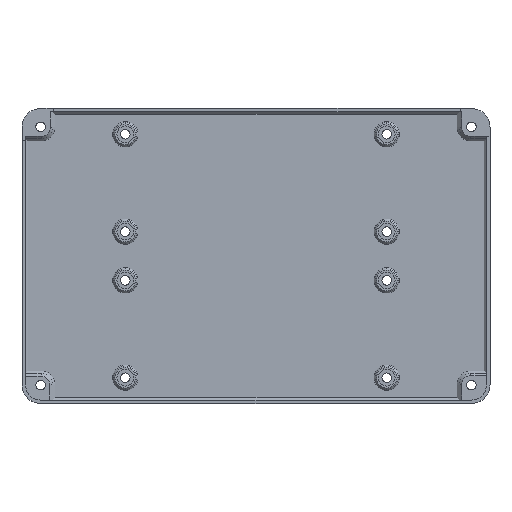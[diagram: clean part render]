
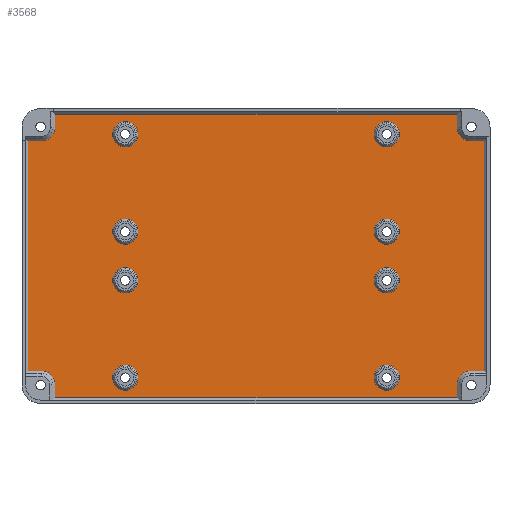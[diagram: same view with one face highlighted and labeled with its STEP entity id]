
A CAD part, top view. The second image highlights one B-rep face of the part: STEP entity #3568.
In plain terms, the highlighted planar face has unit normal (0, 0, 1).
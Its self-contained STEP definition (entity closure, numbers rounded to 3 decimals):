
#101=FACE_BOUND('',#617,.T.);
#102=FACE_BOUND('',#618,.T.);
#103=FACE_BOUND('',#619,.T.);
#104=FACE_BOUND('',#620,.T.);
#105=FACE_BOUND('',#621,.T.);
#106=FACE_BOUND('',#622,.T.);
#107=FACE_BOUND('',#623,.T.);
#108=FACE_BOUND('',#624,.T.);
#180=CIRCLE('',#3824,4.8);
#182=CIRCLE('',#3830,4.8);
#184=CIRCLE('',#3836,4.8);
#186=CIRCLE('',#3841,4.8);
#189=CIRCLE('',#3853,4.4);
#190=CIRCLE('',#3854,4.4);
#191=CIRCLE('',#3855,4.4);
#192=CIRCLE('',#3856,4.4);
#193=CIRCLE('',#3857,4.4);
#194=CIRCLE('',#3858,4.4);
#195=CIRCLE('',#3859,4.4);
#196=CIRCLE('',#3860,4.4);
#392=FACE_OUTER_BOUND('',#616,.T.);
#616=EDGE_LOOP('',(#2905,#2906,#2907,#2908,#2909,#2910,#2911,#2912,#2913,
#2914,#2915,#2916,#2917,#2918,#2919,#2920));
#617=EDGE_LOOP('',(#2921));
#618=EDGE_LOOP('',(#2922));
#619=EDGE_LOOP('',(#2923));
#620=EDGE_LOOP('',(#2924));
#621=EDGE_LOOP('',(#2925));
#622=EDGE_LOOP('',(#2926));
#623=EDGE_LOOP('',(#2927));
#624=EDGE_LOOP('',(#2928));
#979=LINE('',#5768,#1343);
#981=LINE('',#5773,#1345);
#984=LINE('',#5778,#1348);
#989=LINE('',#5791,#1353);
#991=LINE('',#5795,#1355);
#993=LINE('',#5799,#1357);
#998=LINE('',#5812,#1362);
#1000=LINE('',#5816,#1364);
#1002=LINE('',#5820,#1366);
#1007=LINE('',#5832,#1371);
#1008=LINE('',#5835,#1372);
#1013=LINE('',#5847,#1377);
#1343=VECTOR('',#4571,10.);
#1345=VECTOR('',#4575,10.);
#1348=VECTOR('',#4580,10.);
#1353=VECTOR('',#4593,10.);
#1355=VECTOR('',#4597,10.);
#1357=VECTOR('',#4601,10.);
#1362=VECTOR('',#4614,10.);
#1364=VECTOR('',#4618,10.);
#1366=VECTOR('',#4622,10.);
#1371=VECTOR('',#4635,10.);
#1372=VECTOR('',#4638,10.);
#1377=VECTOR('',#4651,10.);
#1664=VERTEX_POINT('',#5765);
#1665=VERTEX_POINT('',#5767);
#1666=VERTEX_POINT('',#5771);
#1667=VERTEX_POINT('',#5772);
#1668=VERTEX_POINT('',#5777);
#1670=VERTEX_POINT('',#5783);
#1672=VERTEX_POINT('',#5790);
#1673=VERTEX_POINT('',#5794);
#1674=VERTEX_POINT('',#5798);
#1676=VERTEX_POINT('',#5804);
#1678=VERTEX_POINT('',#5811);
#1679=VERTEX_POINT('',#5815);
#1680=VERTEX_POINT('',#5819);
#1682=VERTEX_POINT('',#5825);
#1684=VERTEX_POINT('',#5834);
#1686=VERTEX_POINT('',#5840);
#1695=VERTEX_POINT('',#5878);
#1696=VERTEX_POINT('',#5880);
#1697=VERTEX_POINT('',#5882);
#1698=VERTEX_POINT('',#5884);
#1699=VERTEX_POINT('',#5886);
#1700=VERTEX_POINT('',#5888);
#1701=VERTEX_POINT('',#5890);
#1702=VERTEX_POINT('',#5892);
#2079=EDGE_CURVE('',#1664,#1665,#979,.T.);
#2081=EDGE_CURVE('',#1666,#1667,#981,.T.);
#2084=EDGE_CURVE('',#1667,#1668,#984,.T.);
#2089=EDGE_CURVE('',#1668,#1670,#180,.T.);
#2091=EDGE_CURVE('',#1670,#1672,#989,.T.);
#2093=EDGE_CURVE('',#1672,#1673,#991,.T.);
#2095=EDGE_CURVE('',#1673,#1674,#993,.T.);
#2100=EDGE_CURVE('',#1674,#1676,#182,.T.);
#2102=EDGE_CURVE('',#1676,#1678,#998,.T.);
#2104=EDGE_CURVE('',#1678,#1679,#1000,.T.);
#2106=EDGE_CURVE('',#1665,#1680,#1002,.T.);
#2111=EDGE_CURVE('',#1680,#1682,#184,.T.);
#2113=EDGE_CURVE('',#1682,#1666,#1007,.T.);
#2114=EDGE_CURVE('',#1679,#1684,#1008,.T.);
#2119=EDGE_CURVE('',#1684,#1686,#186,.T.);
#2121=EDGE_CURVE('',#1686,#1664,#1013,.T.);
#2137=EDGE_CURVE('',#1695,#1695,#189,.T.);
#2138=EDGE_CURVE('',#1696,#1696,#190,.T.);
#2139=EDGE_CURVE('',#1697,#1697,#191,.T.);
#2140=EDGE_CURVE('',#1698,#1698,#192,.T.);
#2141=EDGE_CURVE('',#1699,#1699,#193,.T.);
#2142=EDGE_CURVE('',#1700,#1700,#194,.T.);
#2143=EDGE_CURVE('',#1701,#1701,#195,.T.);
#2144=EDGE_CURVE('',#1702,#1702,#196,.T.);
#2905=ORIENTED_EDGE('',*,*,#2081,.F.);
#2906=ORIENTED_EDGE('',*,*,#2113,.F.);
#2907=ORIENTED_EDGE('',*,*,#2111,.F.);
#2908=ORIENTED_EDGE('',*,*,#2106,.F.);
#2909=ORIENTED_EDGE('',*,*,#2079,.F.);
#2910=ORIENTED_EDGE('',*,*,#2121,.F.);
#2911=ORIENTED_EDGE('',*,*,#2119,.F.);
#2912=ORIENTED_EDGE('',*,*,#2114,.F.);
#2913=ORIENTED_EDGE('',*,*,#2104,.F.);
#2914=ORIENTED_EDGE('',*,*,#2102,.F.);
#2915=ORIENTED_EDGE('',*,*,#2100,.F.);
#2916=ORIENTED_EDGE('',*,*,#2095,.F.);
#2917=ORIENTED_EDGE('',*,*,#2093,.F.);
#2918=ORIENTED_EDGE('',*,*,#2091,.F.);
#2919=ORIENTED_EDGE('',*,*,#2089,.F.);
#2920=ORIENTED_EDGE('',*,*,#2084,.F.);
#2921=ORIENTED_EDGE('',*,*,#2137,.F.);
#2922=ORIENTED_EDGE('',*,*,#2138,.F.);
#2923=ORIENTED_EDGE('',*,*,#2139,.F.);
#2924=ORIENTED_EDGE('',*,*,#2140,.F.);
#2925=ORIENTED_EDGE('',*,*,#2141,.F.);
#2926=ORIENTED_EDGE('',*,*,#2142,.F.);
#2927=ORIENTED_EDGE('',*,*,#2143,.F.);
#2928=ORIENTED_EDGE('',*,*,#2144,.F.);
#3408=PLANE('',#3852);
#3568=ADVANCED_FACE('',(#392,#101,#102,#103,#104,#105,#106,#107,#108),#3408,
 .T.);
#3824=AXIS2_PLACEMENT_3D('',#5787,#4588,#4589);
#3830=AXIS2_PLACEMENT_3D('',#5808,#4609,#4610);
#3836=AXIS2_PLACEMENT_3D('',#5829,#4630,#4631);
#3841=AXIS2_PLACEMENT_3D('',#5844,#4646,#4647);
#3852=AXIS2_PLACEMENT_3D('',#5877,#4683,#4684);
#3853=AXIS2_PLACEMENT_3D('',#5879,#4685,#4686);
#3854=AXIS2_PLACEMENT_3D('',#5881,#4687,#4688);
#3855=AXIS2_PLACEMENT_3D('',#5883,#4689,#4690);
#3856=AXIS2_PLACEMENT_3D('',#5885,#4691,#4692);
#3857=AXIS2_PLACEMENT_3D('',#5887,#4693,#4694);
#3858=AXIS2_PLACEMENT_3D('',#5889,#4695,#4696);
#3859=AXIS2_PLACEMENT_3D('',#5891,#4697,#4698);
#3860=AXIS2_PLACEMENT_3D('',#5893,#4699,#4700);
#4571=DIRECTION('',(1.,0.,0.));
#4575=DIRECTION('',(0.,-1.,0.));
#4580=DIRECTION('',(-1.,0.,0.));
#4588=DIRECTION('center_axis',(0.,0.,1.));
#4589=DIRECTION('ref_axis',(-1.,0.,0.));
#4593=DIRECTION('',(0.,-1.,0.));
#4597=DIRECTION('',(-1.,0.,0.));
#4601=DIRECTION('',(0.,1.,0.));
#4609=DIRECTION('center_axis',(0.,0.,1.));
#4610=DIRECTION('ref_axis',(1.,0.,0.));
#4614=DIRECTION('',(-1.,0.,0.));
#4618=DIRECTION('',(0.,1.,0.));
#4622=DIRECTION('',(0.,-1.,0.));
#4630=DIRECTION('center_axis',(0.,0.,1.));
#4631=DIRECTION('ref_axis',(-1.,0.,0.));
#4635=DIRECTION('',(1.,0.,0.));
#4638=DIRECTION('',(1.,0.,0.));
#4646=DIRECTION('center_axis',(0.,0.,1.));
#4647=DIRECTION('ref_axis',(1.,0.,0.));
#4651=DIRECTION('',(0.,1.,0.));
#4683=DIRECTION('center_axis',(0.,0.,1.));
#4684=DIRECTION('ref_axis',(1.,0.,0.));
#4685=DIRECTION('center_axis',(0.,0.,1.));
#4686=DIRECTION('ref_axis',(-1.,0.,0.));
#4687=DIRECTION('center_axis',(0.,0.,1.));
#4688=DIRECTION('ref_axis',(-1.,0.,0.));
#4689=DIRECTION('center_axis',(0.,0.,1.));
#4690=DIRECTION('ref_axis',(-1.,0.,0.));
#4691=DIRECTION('center_axis',(0.,0.,1.));
#4692=DIRECTION('ref_axis',(-1.,0.,0.));
#4693=DIRECTION('center_axis',(0.,0.,1.));
#4694=DIRECTION('ref_axis',(-1.,0.,0.));
#4695=DIRECTION('center_axis',(0.,0.,1.));
#4696=DIRECTION('ref_axis',(-1.,0.,0.));
#4697=DIRECTION('center_axis',(0.,0.,1.));
#4698=DIRECTION('ref_axis',(-1.,0.,0.));
#4699=DIRECTION('center_axis',(0.,0.,1.));
#4700=DIRECTION('ref_axis',(-1.,0.,0.));
#5765=CARTESIAN_POINT('',(-70.2,49.5,-3.));
#5767=CARTESIAN_POINT('',(70.2,49.5,-3.));
#5768=CARTESIAN_POINT('',(-37.5,49.5,-3.));
#5771=CARTESIAN_POINT('',(79.7,40.2,-3.));
#5772=CARTESIAN_POINT('',(79.7,-40.2,-3.));
#5773=CARTESIAN_POINT('',(79.7,22.5,-3.));
#5777=CARTESIAN_POINT('',(75.,-40.2,-3.));
#5778=CARTESIAN_POINT('',(37.5,-40.2,-3.));
#5783=CARTESIAN_POINT('',(70.2,-45.,-3.));
#5787=CARTESIAN_POINT('Origin',(75.,-45.,-3.));
#5790=CARTESIAN_POINT('',(70.2,-49.5,-3.));
#5791=CARTESIAN_POINT('',(70.2,-25.15,-3.));
#5794=CARTESIAN_POINT('',(-70.2,-49.5,-3.));
#5795=CARTESIAN_POINT('',(37.5,-49.5,-3.));
#5798=CARTESIAN_POINT('',(-70.2,-45.,-3.));
#5799=CARTESIAN_POINT('',(-70.2,-22.5,-3.));
#5804=CARTESIAN_POINT('',(-75.,-40.2,-3.));
#5808=CARTESIAN_POINT('Origin',(-75.,-45.,-3.));
#5811=CARTESIAN_POINT('',(-79.7,-40.2,-3.));
#5812=CARTESIAN_POINT('',(-40.15,-40.2,-3.));
#5815=CARTESIAN_POINT('',(-79.7,40.2,-3.));
#5816=CARTESIAN_POINT('',(-79.7,-22.5,-3.));
#5819=CARTESIAN_POINT('',(70.2,45.,-3.));
#5820=CARTESIAN_POINT('',(70.2,22.5,-3.));
#5825=CARTESIAN_POINT('',(75.,40.2,-3.));
#5829=CARTESIAN_POINT('Origin',(75.,45.,-3.));
#5832=CARTESIAN_POINT('',(40.15,40.2,-3.));
#5834=CARTESIAN_POINT('',(-75.,40.2,-3.));
#5835=CARTESIAN_POINT('',(-37.5,40.2,-3.));
#5840=CARTESIAN_POINT('',(-70.2,45.,-3.));
#5844=CARTESIAN_POINT('Origin',(-75.,45.,-3.));
#5847=CARTESIAN_POINT('',(-70.2,25.15,-3.));
#5877=CARTESIAN_POINT('Origin',(0.,0.,
-3.));
#5878=CARTESIAN_POINT('',(50.05,42.5,-3.));
#5879=CARTESIAN_POINT('Origin',(45.65,42.5,-3.));
#5880=CARTESIAN_POINT('',(-41.25,42.5,-3.));
#5881=CARTESIAN_POINT('Origin',(-45.65,42.5,-3.));
#5882=CARTESIAN_POINT('',(-41.25,-42.5,-3.));
#5883=CARTESIAN_POINT('Origin',(-45.65,-42.5,-3.));
#5884=CARTESIAN_POINT('',(50.05,8.5,-3.));
#5885=CARTESIAN_POINT('Origin',(45.65,8.5,-3.));
#5886=CARTESIAN_POINT('',(50.05,-8.5,-3.));
#5887=CARTESIAN_POINT('Origin',(45.65,-8.5,-3.));
#5888=CARTESIAN_POINT('',(50.05,-42.5,-3.));
#5889=CARTESIAN_POINT('Origin',(45.65,-42.5,-3.));
#5890=CARTESIAN_POINT('',(-41.25,8.5,-3.));
#5891=CARTESIAN_POINT('Origin',(-45.65,8.5,-3.));
#5892=CARTESIAN_POINT('',(-41.25,-8.5,-3.));
#5893=CARTESIAN_POINT('Origin',(-45.65,-8.5,-3.));
